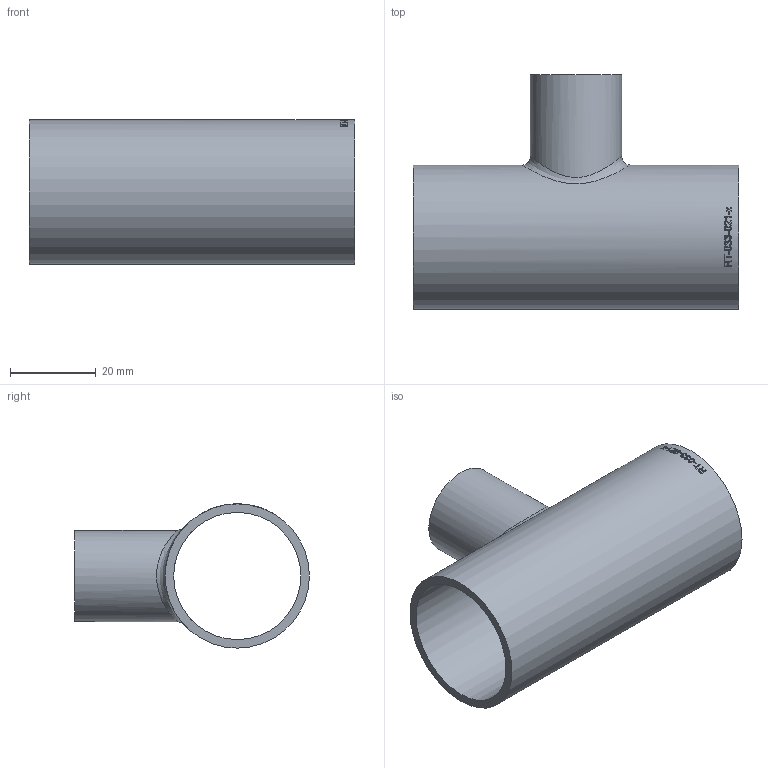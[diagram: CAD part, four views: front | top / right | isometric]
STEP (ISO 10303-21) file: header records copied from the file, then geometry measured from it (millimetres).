
FILE_DESCRIPTION (( 'STEP AP214' ), '1' );
FILE_NAME ('RT-033-021-x T-Stück Ø33,7x2,0-Ø21,3x2,0 BL76 1910.STEP', '2019-10-23T09:43:41', ( '' ), ( '' ), 'SwSTEP 2.0', 'SolidWorks 2016', '' );
FILE_SCHEMA (( 'AUTOMOTIVE_DESIGN' ));
Length unit declared in the file: millimetre
Products named in the file (1): RT-033-021-x T-Stück Ø33,7x2,0-Ø21,3x2,0 BL76 1910
Bounding box: 76 x 54.85 x 33.7 mm (x, y, z)
Volume: 17392.9 mm3; surface area: 17854.7 mm2
Topology: 1 solids, 1 shells, 154 faces, 409 edges, 272 vertices
Faces by surface type: bspline 89, plane 44, cylinder 21
Full cylindrical faces by diameter (mm): 17.3 x1, 21.3 x1, 29.7 x1, 33.7 x1
Entity records: 14152 total; most frequent: CARTESIAN_POINT 9590, ORIENTED_EDGE 788, EDGE_CURVE 394, DIRECTION 301, B_SPLINE_CURVE_WITH_KNOTS 275, VERTEX_POINT 266, EDGE_LOOP 178, FACE_OUTER_BOUND 158
